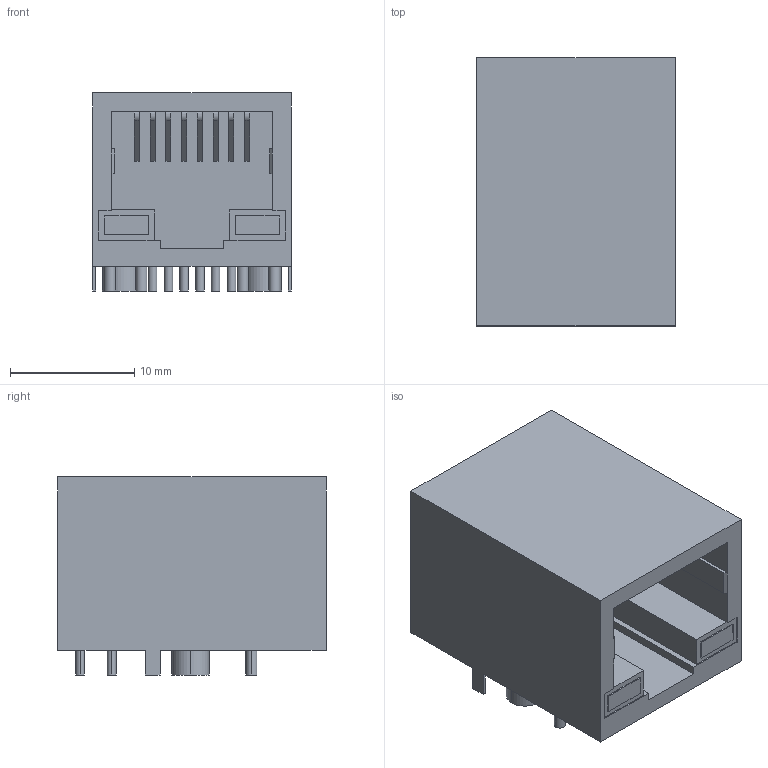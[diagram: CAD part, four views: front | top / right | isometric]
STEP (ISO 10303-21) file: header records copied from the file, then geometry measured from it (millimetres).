
FILE_DESCRIPTION(('STEP AP214'),'1');
FILE_NAME('HANRUN HR911105A_3.stp','2024-12-30T08:18:50',(' '),(' '),'Spatial InterOp 3D',' ',' ');
FILE_SCHEMA(('AUTOMOTIVE_DESIGN { 1 0 10303 214 1 1 1 1 }'));
Length unit declared in the file: metre
Products named in the file (3): HANRUN HR911105A_3; body; contact
Assembly tree (9 placements, depth 2):
  HANRUN HR911105A_3
    body
    contact  x8
Bounding box: 16 x 21.6 x 15.95 mm (x, y, z)
Volume: 2947.7 mm3; surface area: 2739.9 mm2
Topology: 9 solids, 9 shells, 203 faces, 504 edges, 336 vertices
Faces by surface type: plane 151, cylinder 52
Entity records: 3859 total; most frequent: DIRECTION 581, CARTESIAN_POINT 577, ORIENTED_EDGE 546, EDGE_CURVE 273, LINE 209, VECTOR 209, AXIS2_PLACEMENT_3D 186, VERTEX_POINT 182
